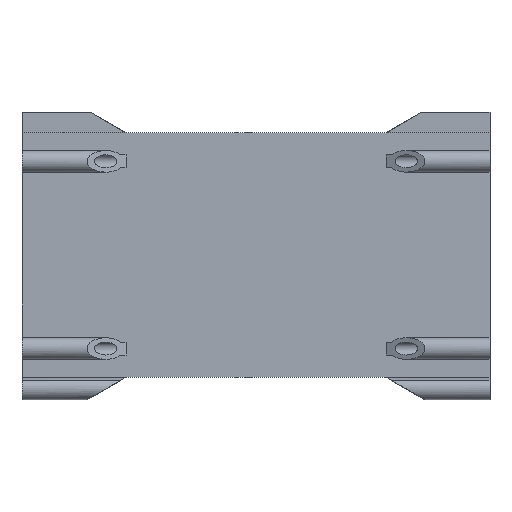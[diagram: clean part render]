
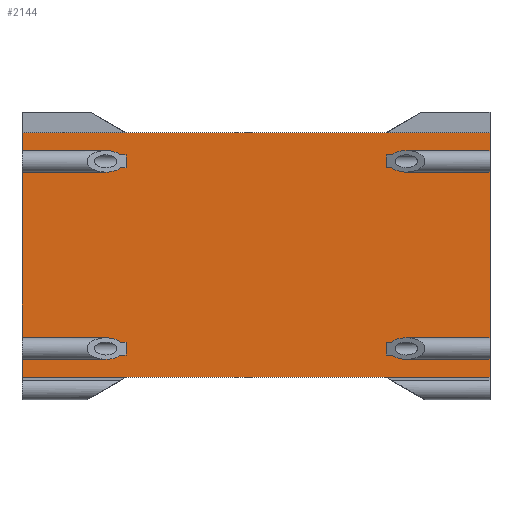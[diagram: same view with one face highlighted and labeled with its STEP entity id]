
A CAD part, top view. The second image highlights one B-rep face of the part: STEP entity #2144.
In plain terms, the highlighted planar face has unit normal (0, 0, 1).
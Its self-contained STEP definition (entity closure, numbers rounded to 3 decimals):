
#130=FACE_OUTER_BOUND('',#249,.T.);
#249=EDGE_LOOP('',(#1579,#1580,#1581,#1582,#1583,#1584,#1585,#1586,#1587,
#1588,#1589,#1590,#1591,#1592,#1593,#1594,#1595,#1596,#1597,#1598));
#397=LINE('',#3185,#646);
#422=LINE('',#3245,#671);
#425=LINE('',#3258,#674);
#429=LINE('',#3274,#678);
#432=LINE('',#3287,#681);
#433=LINE('',#3294,#682);
#434=LINE('',#3296,#683);
#435=LINE('',#3298,#684);
#436=LINE('',#3300,#685);
#437=LINE('',#3301,#686);
#438=LINE('',#3303,#687);
#439=LINE('',#3305,#688);
#440=LINE('',#3306,#689);
#441=LINE('',#3308,#690);
#442=LINE('',#3309,#691);
#443=LINE('',#3311,#692);
#444=LINE('',#3312,#693);
#445=LINE('',#3314,#694);
#446=LINE('',#3316,#695);
#447=LINE('',#3317,#696);
#646=VECTOR('',#2555,10.);
#671=VECTOR('',#2618,10.);
#674=VECTOR('',#2629,10.);
#678=VECTOR('',#2643,10.);
#681=VECTOR('',#2654,10.);
#682=VECTOR('',#2661,10.);
#683=VECTOR('',#2662,10.);
#684=VECTOR('',#2663,10.);
#685=VECTOR('',#2664,10.);
#686=VECTOR('',#2665,10.);
#687=VECTOR('',#2666,10.);
#688=VECTOR('',#2667,10.);
#689=VECTOR('',#2668,10.);
#690=VECTOR('',#2669,10.);
#691=VECTOR('',#2670,10.);
#692=VECTOR('',#2671,10.);
#693=VECTOR('',#2672,10.);
#694=VECTOR('',#2673,10.);
#695=VECTOR('',#2674,10.);
#696=VECTOR('',#2675,10.);
#932=VERTEX_POINT('',#3182);
#933=VERTEX_POINT('',#3184);
#947=VERTEX_POINT('',#3241);
#949=VERTEX_POINT('',#3244);
#953=VERTEX_POINT('',#3254);
#955=VERTEX_POINT('',#3257);
#960=VERTEX_POINT('',#3268);
#962=VERTEX_POINT('',#3272);
#966=VERTEX_POINT('',#3281);
#968=VERTEX_POINT('',#3285);
#971=VERTEX_POINT('',#3293);
#972=VERTEX_POINT('',#3295);
#973=VERTEX_POINT('',#3297);
#974=VERTEX_POINT('',#3299);
#975=VERTEX_POINT('',#3302);
#976=VERTEX_POINT('',#3304);
#977=VERTEX_POINT('',#3307);
#978=VERTEX_POINT('',#3310);
#979=VERTEX_POINT('',#3313);
#980=VERTEX_POINT('',#3315);
#1158=EDGE_CURVE('',#933,#932,#397,.T.);
#1188=EDGE_CURVE('',#949,#947,#422,.T.);
#1194=EDGE_CURVE('',#955,#953,#425,.T.);
#1202=EDGE_CURVE('',#962,#960,#429,.T.);
#1208=EDGE_CURVE('',#968,#966,#432,.T.);
#1211=EDGE_CURVE('',#953,#971,#433,.T.);
#1212=EDGE_CURVE('',#972,#971,#434,.T.);
#1213=EDGE_CURVE('',#973,#972,#435,.T.);
#1214=EDGE_CURVE('',#974,#973,#436,.T.);
#1215=EDGE_CURVE('',#974,#966,#437,.T.);
#1216=EDGE_CURVE('',#975,#968,#438,.T.);
#1217=EDGE_CURVE('',#976,#975,#439,.T.);
#1218=EDGE_CURVE('',#976,#960,#440,.T.);
#1219=EDGE_CURVE('',#977,#962,#441,.T.);
#1220=EDGE_CURVE('',#933,#977,#442,.T.);
#1221=EDGE_CURVE('',#978,#932,#443,.T.);
#1222=EDGE_CURVE('',#949,#978,#444,.T.);
#1223=EDGE_CURVE('',#947,#979,#445,.T.);
#1224=EDGE_CURVE('',#980,#979,#446,.T.);
#1225=EDGE_CURVE('',#955,#980,#447,.T.);
#1579=ORIENTED_EDGE('',*,*,#1211,.T.);
#1580=ORIENTED_EDGE('',*,*,#1212,.F.);
#1581=ORIENTED_EDGE('',*,*,#1213,.F.);
#1582=ORIENTED_EDGE('',*,*,#1214,.F.);
#1583=ORIENTED_EDGE('',*,*,#1215,.T.);
#1584=ORIENTED_EDGE('',*,*,#1208,.F.);
#1585=ORIENTED_EDGE('',*,*,#1216,.F.);
#1586=ORIENTED_EDGE('',*,*,#1217,.F.);
#1587=ORIENTED_EDGE('',*,*,#1218,.T.);
#1588=ORIENTED_EDGE('',*,*,#1202,.F.);
#1589=ORIENTED_EDGE('',*,*,#1219,.F.);
#1590=ORIENTED_EDGE('',*,*,#1220,.F.);
#1591=ORIENTED_EDGE('',*,*,#1158,.T.);
#1592=ORIENTED_EDGE('',*,*,#1221,.F.);
#1593=ORIENTED_EDGE('',*,*,#1222,.F.);
#1594=ORIENTED_EDGE('',*,*,#1188,.T.);
#1595=ORIENTED_EDGE('',*,*,#1223,.T.);
#1596=ORIENTED_EDGE('',*,*,#1224,.F.);
#1597=ORIENTED_EDGE('',*,*,#1225,.F.);
#1598=ORIENTED_EDGE('',*,*,#1194,.T.);
#2052=PLANE('',#2304);
#2144=ADVANCED_FACE('',(#130),#2052,.T.);
#2304=AXIS2_PLACEMENT_3D('',#3292,#2659,#2660);
#2555=DIRECTION('',(1.,0.,0.));
#2618=DIRECTION('',(0.,1.,0.));
#2629=DIRECTION('',(0.,1.,0.));
#2643=DIRECTION('',(0.,1.,0.));
#2654=DIRECTION('',(0.,1.,0.));
#2659=DIRECTION('center_axis',(0.,0.,1.));
#2660=DIRECTION('ref_axis',(0.,-1.,0.));
#2661=DIRECTION('',(1.,0.,0.));
#2662=DIRECTION('',(0.,-1.,0.));
#2663=DIRECTION('',(1.,0.,0.));
#2664=DIRECTION('',(0.,1.,0.));
#2665=DIRECTION('',(1.,0.,0.));
#2666=DIRECTION('',(1.,0.,0.));
#2667=DIRECTION('',(0.,1.,0.));
#2668=DIRECTION('',(1.,0.,0.));
#2669=DIRECTION('',(1.,0.,0.));
#2670=DIRECTION('',(0.,1.,0.));
#2671=DIRECTION('',(0.,-1.,0.));
#2672=DIRECTION('',(1.,0.,0.));
#2673=DIRECTION('',(1.,0.,0.));
#2674=DIRECTION('',(0.,-1.,0.));
#2675=DIRECTION('',(1.,0.,0.));
#3182=CARTESIAN_POINT('',(90.,-23.5,11.));
#3184=CARTESIAN_POINT('',(0.,-23.5,11.));
#3185=CARTESIAN_POINT('',(0.,-23.5,11.));
#3241=CARTESIAN_POINT('',(70.,-16.75,11.));
#3244=CARTESIAN_POINT('',(70.,-19.25,11.));
#3245=CARTESIAN_POINT('',(70.,-23.5,11.));
#3254=CARTESIAN_POINT('',(70.,19.25,11.));
#3257=CARTESIAN_POINT('',(70.,16.75,11.));
#3258=CARTESIAN_POINT('',(70.,-23.5,11.));
#3268=CARTESIAN_POINT('',(20.,-16.75,11.));
#3272=CARTESIAN_POINT('',(20.,-19.25,11.));
#3274=CARTESIAN_POINT('',(20.,-23.5,11.));
#3281=CARTESIAN_POINT('',(20.,19.25,11.));
#3285=CARTESIAN_POINT('',(20.,16.75,11.));
#3287=CARTESIAN_POINT('',(20.,-23.5,11.));
#3292=CARTESIAN_POINT('Origin',(0.,23.5,11.));
#3293=CARTESIAN_POINT('',(90.,19.25,11.));
#3294=CARTESIAN_POINT('',(0.,19.25,11.));
#3295=CARTESIAN_POINT('',(90.,23.5,11.));
#3296=CARTESIAN_POINT('',(90.,19.25,11.));
#3297=CARTESIAN_POINT('',(0.,23.5,11.));
#3298=CARTESIAN_POINT('',(0.,23.5,11.));
#3299=CARTESIAN_POINT('',(0.,19.25,11.));
#3300=CARTESIAN_POINT('',(0.,19.25,11.));
#3301=CARTESIAN_POINT('',(0.,19.25,11.));
#3302=CARTESIAN_POINT('',(0.,16.75,11.));
#3303=CARTESIAN_POINT('',(0.,16.75,11.));
#3304=CARTESIAN_POINT('',(0.,-16.75,11.));
#3305=CARTESIAN_POINT('',(0.,-16.75,11.));
#3306=CARTESIAN_POINT('',(0.,-16.75,11.));
#3307=CARTESIAN_POINT('',(0.,-19.25,11.));
#3308=CARTESIAN_POINT('',(0.,-19.25,11.));
#3309=CARTESIAN_POINT('',(0.,-23.5,11.));
#3310=CARTESIAN_POINT('',(90.,-19.25,11.));
#3311=CARTESIAN_POINT('',(90.,-23.5,11.));
#3312=CARTESIAN_POINT('',(0.,-19.25,11.));
#3313=CARTESIAN_POINT('',(90.,-16.75,11.));
#3314=CARTESIAN_POINT('',(0.,-16.75,11.));
#3315=CARTESIAN_POINT('',(90.,16.75,11.));
#3316=CARTESIAN_POINT('',(90.,-16.75,11.));
#3317=CARTESIAN_POINT('',(0.,16.75,11.));
